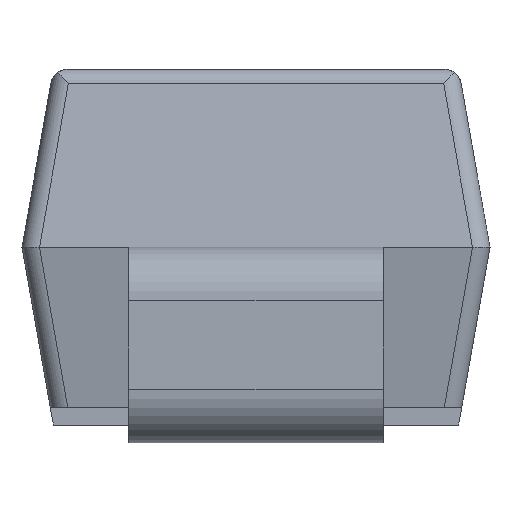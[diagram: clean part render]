
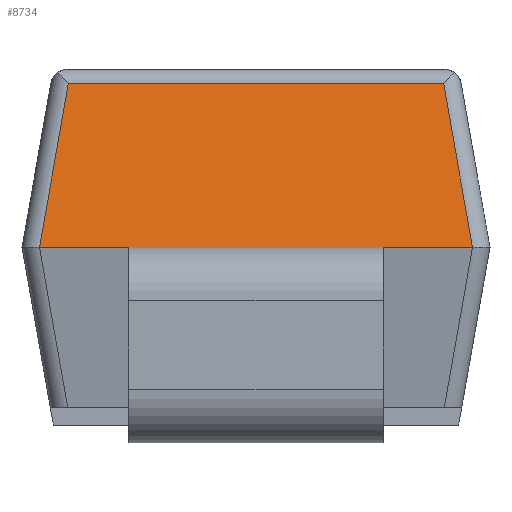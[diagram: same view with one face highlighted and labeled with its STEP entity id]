
A CAD part, left-side view. The second image highlights one B-rep face of the part: STEP entity #8734.
In plain terms, the highlighted planar face has unit normal (-0.985, 0, 0.174).
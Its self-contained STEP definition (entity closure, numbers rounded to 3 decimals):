
#12 = VECTOR ( 'NONE', #7264, 1000. ) ;
#155 = LINE ( 'NONE', #615, #12 ) ;
#202 = CARTESIAN_POINT ( 'NONE',  ( -2.163, 1.219, -0.016 ) ) ;
#217 = CARTESIAN_POINT ( 'NONE',  ( -2.16, -0.715, 0. ) ) ;
#541 = DIRECTION ( 'NONE',  ( 0., -1., 0. ) ) ;
#615 = CARTESIAN_POINT ( 'NONE',  ( -2.16, 1.315, 0. ) ) ;
#680 = CARTESIAN_POINT ( 'NONE',  ( -1.998, 1.139, 0.917 ) ) ;
#1002 = EDGE_CURVE ( 'NONE', #6879, #9273, #2399, .T. ) ;
#1404 = EDGE_CURVE ( 'NONE', #2814, #8177, #155, .T. ) ;
#1543 = DIRECTION ( 'NONE',  ( 0., -1., 0. ) ) ;
#1608 = DIRECTION ( 'NONE',  ( 0.171, 0.171, 0.97 ) ) ;
#2248 = LINE ( 'NONE', #11139, #10604 ) ;
#2275 = VECTOR ( 'NONE', #3576, 1000. ) ;
#2399 = LINE ( 'NONE', #202, #3876 ) ;
#2814 = VERTEX_POINT ( 'NONE', #5758 ) ;
#2994 = LINE ( 'NONE', #3562, #6883 ) ;
#3544 = ORIENTED_EDGE ( 'NONE', *, *, #10882, .T. ) ;
#3562 = CARTESIAN_POINT ( 'NONE',  ( -2.16, 1.315, 0. ) ) ;
#3576 = DIRECTION ( 'NONE',  ( 0., 1., 0. ) ) ;
#3873 = ORIENTED_EDGE ( 'NONE', *, *, #1002, .T. ) ;
#3876 = VECTOR ( 'NONE', #9736, 1000. ) ;
#4363 = PLANE ( 'NONE',  #9035 ) ;
#4832 = EDGE_CURVE ( 'NONE', #9273, #2814, #2248, .T. ) ;
#4964 = CARTESIAN_POINT ( 'NONE',  ( -2.16, 1.217, 0. ) ) ;
#5758 = CARTESIAN_POINT ( 'NONE',  ( -2.16, 0.715, 0. ) ) ;
#6094 = CARTESIAN_POINT ( 'NONE',  ( -2.086, -1.142, 0.42 ) ) ;
#6332 = VERTEX_POINT ( 'NONE', #10140 ) ;
#6537 = VERTEX_POINT ( 'NONE', #8639 ) ;
#6824 = FACE_OUTER_BOUND ( 'NONE', #8850, .T. ) ;
#6879 = VERTEX_POINT ( 'NONE', #7621 ) ;
#6883 = VECTOR ( 'NONE', #1543, 1000. ) ;
#6965 = LINE ( 'NONE', #6094, #11002 ) ;
#7123 = EDGE_CURVE ( 'NONE', #6332, #6879, #12122, .T. ) ;
#7264 = DIRECTION ( 'NONE',  ( 0., -1., 0. ) ) ;
#7479 = EDGE_CURVE ( 'NONE', #8177, #6537, #2994, .T. ) ;
#7621 = CARTESIAN_POINT ( 'NONE',  ( -1.998, 1.055, 0.917 ) ) ;
#7966 = ORIENTED_EDGE ( 'NONE', *, *, #4832, .T. ) ;
#8177 = VERTEX_POINT ( 'NONE', #217 ) ;
#8639 = CARTESIAN_POINT ( 'NONE',  ( -2.16, -1.217, 0. ) ) ;
#8701 = ORIENTED_EDGE ( 'NONE', *, *, #7123, .T. ) ;
#8734 = ADVANCED_FACE ( 'NONE', ( #6824 ), #4363, .T. ) ;
#8850 = EDGE_LOOP ( 'NONE', ( #8701, #3873, #7966, #12014, #9984, #3544 ) ) ;
#9035 = AXIS2_PLACEMENT_3D ( 'NONE', #10028, #11054, #12004 ) ;
#9273 = VERTEX_POINT ( 'NONE', #4964 ) ;
#9736 = DIRECTION ( 'NONE',  ( -0.171, 0.171, -0.97 ) ) ;
#9984 = ORIENTED_EDGE ( 'NONE', *, *, #7479, .T. ) ;
#10028 = CARTESIAN_POINT ( 'NONE',  ( -2.16, 1.315, 0. ) ) ;
#10140 = CARTESIAN_POINT ( 'NONE',  ( -1.998, -1.055, 0.917 ) ) ;
#10604 = VECTOR ( 'NONE', #541, 1000. ) ;
#10882 = EDGE_CURVE ( 'NONE', #6537, #6332, #6965, .T. ) ;
#11002 = VECTOR ( 'NONE', #1608, 1000. ) ;
#11054 = DIRECTION ( 'NONE',  ( -0.985, 0., 0.174 ) ) ;
#11139 = CARTESIAN_POINT ( 'NONE',  ( -2.16, 1.315, 0. ) ) ;
#12004 = DIRECTION ( 'NONE',  ( 0.174, 0., 0.985 ) ) ;
#12014 = ORIENTED_EDGE ( 'NONE', *, *, #1404, .T. ) ;
#12122 = LINE ( 'NONE', #680, #2275 ) ;
